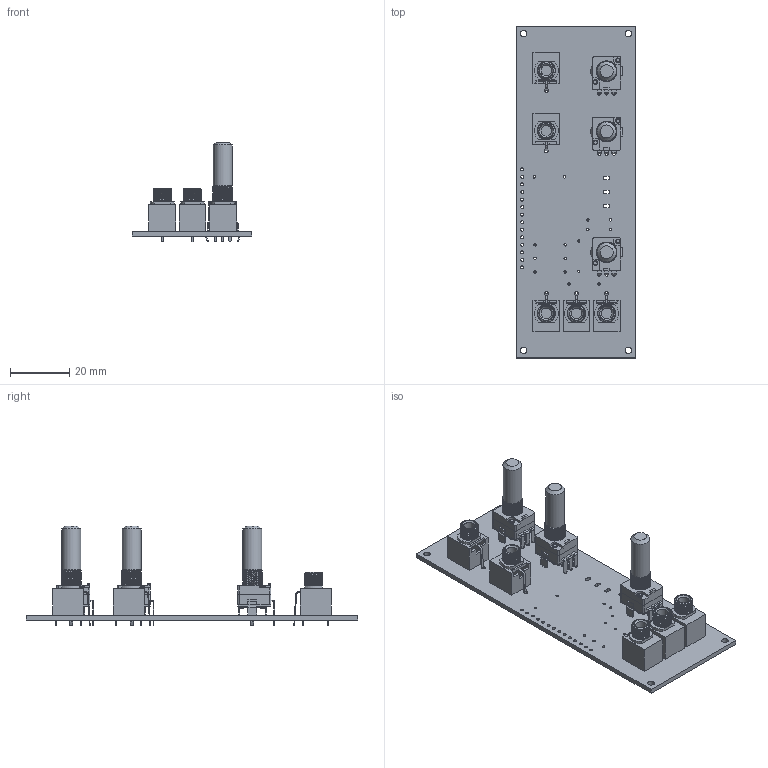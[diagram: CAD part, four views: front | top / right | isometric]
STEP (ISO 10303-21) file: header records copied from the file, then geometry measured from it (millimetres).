
FILE_DESCRIPTION(('KiCad electronic assembly'),'2;1');
FILE_NAME('mount-3D.step','2021-01-17T13:05:43',('An Author'),( 'A Company'),'Open CASCADE STEP processor 7.4', 'KiCad to STEP converter','Unknown');
FILE_SCHEMA(('AUTOMOTIVE_DESIGN { 1 0 10303 214 1 1 1 1 }'));
Length unit declared in the file: millimetre
Products named in the file (8): Open CASCADE STEP translator 7.4 1; ALPHA-RD901F-40; SOLID; PJ301M-12_Thonkiconn_v0.2; COMPOUND
Assembly tree (13 placements, depth 3):
  Open CASCADE STEP translator 7.4 1
    ALPHA-RD901F-40  x3
      SOLID
    PJ301M-12_Thonkiconn_v0.2  x5
      SOLID
      SOLID
      SOLID
    COMPOUND
Bounding box: 40.3 x 111.76 x 33.64 mm (x, y, z)
Volume: 13318 mm3; surface area: 18709.3 mm2
Topology: 19 solids, 19 shells, 1341 faces, 3253 edges, 1976 vertices
Faces by surface type: plane 890, cylinder 308, bspline 115, cone 16, torus 12
Full cylindrical faces by diameter (mm): 0.8 x16, 1 x23, 1.22 x5, 1.42 x5, 1.43 x5, 1.6 x12, 2.2 x4, 3.6 x5, 3.966 x5, 6.35 x3
Entity records: 51522 total; most frequent: CARTESIAN_POINT 25082, DIRECTION 4402, LINE 2802, VECTOR 2802, ORIENTED_EDGE 2350, PCURVE 2350, DEFINITIONAL_REPRESENTATION 2350, EDGE_CURVE 1175
